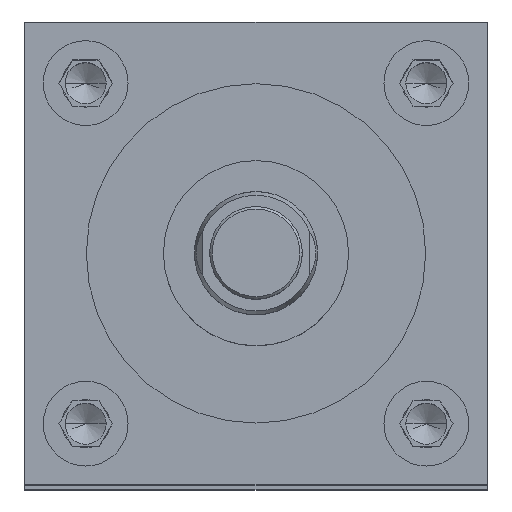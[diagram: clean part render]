
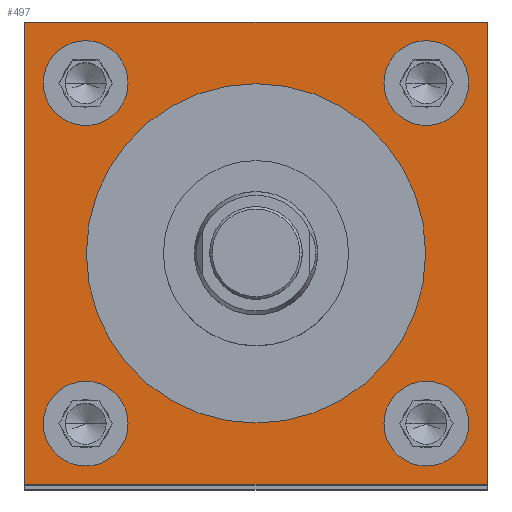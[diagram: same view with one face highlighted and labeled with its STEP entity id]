
A CAD part, top view. The second image highlights one B-rep face of the part: STEP entity #497.
In plain terms, the highlighted planar face has unit normal (0, 0, 1).
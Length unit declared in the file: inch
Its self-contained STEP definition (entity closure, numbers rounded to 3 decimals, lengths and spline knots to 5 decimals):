
#30 = ORIENTED_EDGE ( 'NONE', *, *, #3033, .F. ) ;
#32 = DIRECTION ( 'NONE',  ( 1., 0., 0. ) ) ;
#131 = CIRCLE ( 'NONE', #3646, 0.3435 ) ;
#158 = EDGE_CURVE ( 'NONE', #5269, #3195, #5583, .T. ) ;
#175 = ORIENTED_EDGE ( 'NONE', *, *, #5697, .F. ) ;
#249 = ORIENTED_EDGE ( 'NONE', *, *, #4977, .F. ) ;
#307 = CARTESIAN_POINT ( 'NONE',  ( -1.7235, 1.38, 24.25 ) ) ;
#389 = CARTESIAN_POINT ( 'NONE',  ( -1.875, -1.875, 24.25 ) ) ;
#391 = CARTESIAN_POINT ( 'NONE',  ( -1.875, -1.875, 24.25 ) ) ;
#403 = DIRECTION ( 'NONE',  ( 1., 0., 0. ) ) ;
#464 = LINE ( 'NONE', #1842, #5113 ) ;
#497 = ADVANCED_FACE ( 'NONE', ( #3437, #3404, #2453, #3050, #5316, #2923 ), #4857, .F. ) ;
#560 = DIRECTION ( 'NONE',  ( 0., 0., -1. ) ) ;
#590 = DIRECTION ( 'NONE',  ( 0., 0., 1. ) ) ;
#612 = ORIENTED_EDGE ( 'NONE', *, *, #4741, .F. ) ;
#725 = VERTEX_POINT ( 'NONE', #389 ) ;
#728 = CARTESIAN_POINT ( 'NONE',  ( -1.875, 1.875, 24.25 ) ) ;
#832 = CARTESIAN_POINT ( 'NONE',  ( 1.38, 1.38, 24.25 ) ) ;
#865 = CIRCLE ( 'NONE', #4392, 0.3435 ) ;
#872 = CIRCLE ( 'NONE', #1663, 1.375 ) ;
#1056 = DIRECTION ( 'NONE',  ( 1., 0., 0. ) ) ;
#1115 = DIRECTION ( 'NONE',  ( 1., 0., 0. ) ) ;
#1142 = CIRCLE ( 'NONE', #3879, 0.3435 ) ;
#1178 = LINE ( 'NONE', #5108, #3072 ) ;
#1184 = VERTEX_POINT ( 'NONE', #307 ) ;
#1287 = CARTESIAN_POINT ( 'NONE',  ( 1.375, 0., 24.25 ) ) ;
#1291 = DIRECTION ( 'NONE',  ( 0., 0., 1. ) ) ;
#1325 = DIRECTION ( 'NONE',  ( 1., 0., 0. ) ) ;
#1391 = CARTESIAN_POINT ( 'NONE',  ( 1.875, 1.875, 24.25 ) ) ;
#1431 = EDGE_LOOP ( 'NONE', ( #249, #2977 ) ) ;
#1526 = DIRECTION ( 'NONE',  ( 0., 0., 1. ) ) ;
#1534 = EDGE_LOOP ( 'NONE', ( #4938, #6180, #4398, #5656 ) ) ;
#1542 = EDGE_LOOP ( 'NONE', ( #175, #4212 ) ) ;
#1663 = AXIS2_PLACEMENT_3D ( 'NONE', #1774, #1291, #3276 ) ;
#1696 = EDGE_CURVE ( 'NONE', #5705, #725, #6123, .T. ) ;
#1723 = VERTEX_POINT ( 'NONE', #4641 ) ;
#1741 = CIRCLE ( 'NONE', #3971, 0.3435 ) ;
#1751 = CARTESIAN_POINT ( 'NONE',  ( -1.38, -1.38, 24.25 ) ) ;
#1774 = CARTESIAN_POINT ( 'NONE',  ( 0., 0., 24.25 ) ) ;
#1811 = CARTESIAN_POINT ( 'NONE',  ( 0., 0., 24.25 ) ) ;
#1842 = CARTESIAN_POINT ( 'NONE',  ( 1.875, -1.875, 24.25 ) ) ;
#2011 = EDGE_CURVE ( 'NONE', #725, #3041, #1178, .T. ) ;
#2059 = CARTESIAN_POINT ( 'NONE',  ( 1.875, -1.875, 24.25 ) ) ;
#2126 = VECTOR ( 'NONE', #2343, 39.37008 ) ;
#2132 = CIRCLE ( 'NONE', #4662, 0.3435 ) ;
#2148 = CIRCLE ( 'NONE', #4074, 0.3435 ) ;
#2205 = DIRECTION ( 'NONE',  ( 1., 0., 0. ) ) ;
#2247 = CIRCLE ( 'NONE', #4060, 0.3435 ) ;
#2248 = DIRECTION ( 'NONE',  ( 0., 0., 1. ) ) ;
#2311 = ORIENTED_EDGE ( 'NONE', *, *, #2366, .F. ) ;
#2343 = DIRECTION ( 'NONE',  ( 0., -1., 0. ) ) ;
#2366 = EDGE_CURVE ( 'NONE', #1184, #5339, #1142, .T. ) ;
#2376 = EDGE_LOOP ( 'NONE', ( #30, #5380 ) ) ;
#2423 = CARTESIAN_POINT ( 'NONE',  ( -1.38, -1.38, 24.25 ) ) ;
#2453 = FACE_BOUND ( 'NONE', #1431, .T. ) ;
#2473 = CARTESIAN_POINT ( 'NONE',  ( 1.0365, -1.38, 24.25 ) ) ;
#2486 = DIRECTION ( 'NONE',  ( -1., 0., 0. ) ) ;
#2771 = DIRECTION ( 'NONE',  ( 0., 1., 0. ) ) ;
#2792 = DIRECTION ( 'NONE',  ( 1., 0., 0. ) ) ;
#2803 = VERTEX_POINT ( 'NONE', #3718 ) ;
#2812 = EDGE_LOOP ( 'NONE', ( #612, #4274 ) ) ;
#2890 = CARTESIAN_POINT ( 'NONE',  ( -1.0365, 1.38, 24.25 ) ) ;
#2923 = FACE_OUTER_BOUND ( 'NONE', #1534, .T. ) ;
#2977 = ORIENTED_EDGE ( 'NONE', *, *, #5367, .F. ) ;
#2988 = EDGE_CURVE ( 'NONE', #4342, #5705, #4560, .T. ) ;
#3033 = EDGE_CURVE ( 'NONE', #5599, #1723, #131, .T. ) ;
#3041 = VERTEX_POINT ( 'NONE', #2059 ) ;
#3050 = FACE_BOUND ( 'NONE', #5734, .T. ) ;
#3072 = VECTOR ( 'NONE', #1115, 39.37008 ) ;
#3093 = CARTESIAN_POINT ( 'NONE',  ( -1.38, 1.38, 24.25 ) ) ;
#3195 = VERTEX_POINT ( 'NONE', #1287 ) ;
#3276 = DIRECTION ( 'NONE',  ( 1., 0., 0. ) ) ;
#3277 = DIRECTION ( 'NONE',  ( 0., 0., 1. ) ) ;
#3305 = CARTESIAN_POINT ( 'NONE',  ( -1.875, 1.875, 24.25 ) ) ;
#3341 = CARTESIAN_POINT ( 'NONE',  ( 1.38, -1.38, 24.25 ) ) ;
#3353 = VECTOR ( 'NONE', #6010, 39.37008 ) ;
#3396 = EDGE_CURVE ( 'NONE', #5339, #1184, #2148, .T. ) ;
#3404 = FACE_BOUND ( 'NONE', #2376, .T. ) ;
#3437 = FACE_BOUND ( 'NONE', #2812, .T. ) ;
#3518 = DIRECTION ( 'NONE',  ( 1., 0., 0. ) ) ;
#3646 = AXIS2_PLACEMENT_3D ( 'NONE', #4586, #5003, #3518 ) ;
#3678 = DIRECTION ( 'NONE',  ( 0., 0., 1. ) ) ;
#3718 = CARTESIAN_POINT ( 'NONE',  ( 1.7235, -1.38, 24.25 ) ) ;
#3879 = AXIS2_PLACEMENT_3D ( 'NONE', #4325, #590, #5786 ) ;
#3961 = EDGE_CURVE ( 'NONE', #5726, #2803, #1741, .T. ) ;
#3971 = AXIS2_PLACEMENT_3D ( 'NONE', #3341, #4666, #5727 ) ;
#4060 = AXIS2_PLACEMENT_3D ( 'NONE', #1751, #1526, #1056 ) ;
#4074 = AXIS2_PLACEMENT_3D ( 'NONE', #3093, #5021, #2205 ) ;
#4120 = CARTESIAN_POINT ( 'NONE',  ( -1.7235, -1.38, 24.25 ) ) ;
#4195 = CARTESIAN_POINT ( 'NONE',  ( -1.375, 0., 24.25 ) ) ;
#4212 = ORIENTED_EDGE ( 'NONE', *, *, #158, .F. ) ;
#4221 = CARTESIAN_POINT ( 'NONE',  ( 1.7235, 1.38, 24.25 ) ) ;
#4274 = ORIENTED_EDGE ( 'NONE', *, *, #3961, .F. ) ;
#4325 = CARTESIAN_POINT ( 'NONE',  ( -1.38, 1.38, 24.25 ) ) ;
#4342 = VERTEX_POINT ( 'NONE', #1391 ) ;
#4352 = DIRECTION ( 'NONE',  ( 0., 0., 1. ) ) ;
#4354 = EDGE_CURVE ( 'NONE', #1723, #5599, #865, .T. ) ;
#4392 = AXIS2_PLACEMENT_3D ( 'NONE', #832, #3678, #403 ) ;
#4398 = ORIENTED_EDGE ( 'NONE', *, *, #5679, .T. ) ;
#4560 = LINE ( 'NONE', #728, #3353 ) ;
#4586 = CARTESIAN_POINT ( 'NONE',  ( 1.38, 1.38, 24.25 ) ) ;
#4641 = CARTESIAN_POINT ( 'NONE',  ( 1.0365, 1.38, 24.25 ) ) ;
#4662 = AXIS2_PLACEMENT_3D ( 'NONE', #4747, #2248, #2792 ) ;
#4666 = DIRECTION ( 'NONE',  ( 0., 0., 1. ) ) ;
#4741 = EDGE_CURVE ( 'NONE', #2803, #5726, #2132, .T. ) ;
#4747 = CARTESIAN_POINT ( 'NONE',  ( 1.38, -1.38, 24.25 ) ) ;
#4805 = ORIENTED_EDGE ( 'NONE', *, *, #3396, .F. ) ;
#4857 = PLANE ( 'NONE',  #5644 ) ;
#4886 = CARTESIAN_POINT ( 'NONE',  ( -1.875, 1.875, 24.25 ) ) ;
#4897 = AXIS2_PLACEMENT_3D ( 'NONE', #2423, #4352, #32 ) ;
#4938 = ORIENTED_EDGE ( 'NONE', *, *, #1696, .T. ) ;
#4977 = EDGE_CURVE ( 'NONE', #5436, #5485, #2247, .T. ) ;
#5003 = DIRECTION ( 'NONE',  ( 0., 0., 1. ) ) ;
#5021 = DIRECTION ( 'NONE',  ( 0., 0., 1. ) ) ;
#5108 = CARTESIAN_POINT ( 'NONE',  ( -1.875, -1.875, 24.25 ) ) ;
#5113 = VECTOR ( 'NONE', #2771, 39.37008 ) ;
#5269 = VERTEX_POINT ( 'NONE', #4195 ) ;
#5316 = FACE_BOUND ( 'NONE', #1542, .T. ) ;
#5339 = VERTEX_POINT ( 'NONE', #2890 ) ;
#5367 = EDGE_CURVE ( 'NONE', #5485, #5436, #5857, .T. ) ;
#5380 = ORIENTED_EDGE ( 'NONE', *, *, #4354, .F. ) ;
#5436 = VERTEX_POINT ( 'NONE', #6073 ) ;
#5485 = VERTEX_POINT ( 'NONE', #4120 ) ;
#5583 = CIRCLE ( 'NONE', #6003, 1.375 ) ;
#5599 = VERTEX_POINT ( 'NONE', #4221 ) ;
#5644 = AXIS2_PLACEMENT_3D ( 'NONE', #4886, #560, #2486 ) ;
#5656 = ORIENTED_EDGE ( 'NONE', *, *, #2988, .T. ) ;
#5679 = EDGE_CURVE ( 'NONE', #3041, #4342, #464, .T. ) ;
#5697 = EDGE_CURVE ( 'NONE', #3195, #5269, #872, .T. ) ;
#5705 = VERTEX_POINT ( 'NONE', #3305 ) ;
#5726 = VERTEX_POINT ( 'NONE', #2473 ) ;
#5727 = DIRECTION ( 'NONE',  ( 1., 0., 0. ) ) ;
#5734 = EDGE_LOOP ( 'NONE', ( #4805, #2311 ) ) ;
#5786 = DIRECTION ( 'NONE',  ( 1., 0., 0. ) ) ;
#5857 = CIRCLE ( 'NONE', #4897, 0.3435 ) ;
#6003 = AXIS2_PLACEMENT_3D ( 'NONE', #1811, #3277, #1325 ) ;
#6010 = DIRECTION ( 'NONE',  ( -1., 0., 0. ) ) ;
#6073 = CARTESIAN_POINT ( 'NONE',  ( -1.0365, -1.38, 24.25 ) ) ;
#6123 = LINE ( 'NONE', #391, #2126 ) ;
#6180 = ORIENTED_EDGE ( 'NONE', *, *, #2011, .T. ) ;
